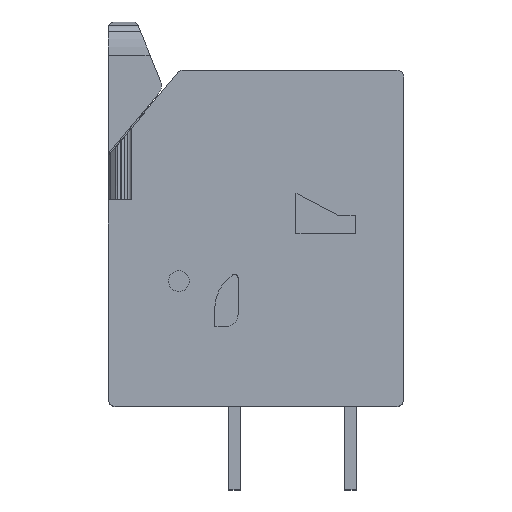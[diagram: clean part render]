
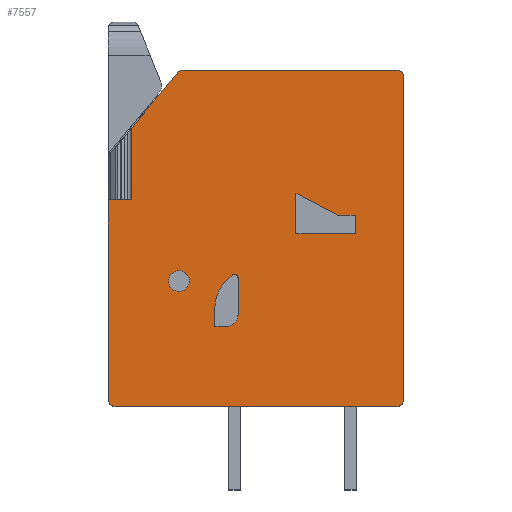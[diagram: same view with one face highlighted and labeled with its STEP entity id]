
A CAD part, top view. The second image highlights one B-rep face of the part: STEP entity #7557.
In plain terms, the highlighted planar face has unit normal (0, 0, 1).
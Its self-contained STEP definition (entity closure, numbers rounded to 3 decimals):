
#188=LINE('',#10050,#780);
#189=LINE('',#10053,#781);
#190=LINE('',#10055,#782);
#191=LINE('',#10057,#783);
#192=LINE('',#10059,#784);
#193=LINE('',#10061,#785);
#194=LINE('',#10063,#786);
#195=LINE('',#10067,#787);
#196=LINE('',#10071,#788);
#197=LINE('',#10075,#789);
#198=LINE('',#10079,#790);
#199=LINE('',#10080,#791);
#200=LINE('',#10083,#792);
#201=LINE('',#10085,#793);
#202=LINE('',#10087,#794);
#203=LINE('',#10089,#795);
#204=LINE('',#10090,#796);
#205=LINE('',#10095,#797);
#206=LINE('',#10099,#798);
#207=LINE('',#10103,#799);
#780=VECTOR('',#8398,1000.);
#781=VECTOR('',#8399,1000.);
#782=VECTOR('',#8400,1000.);
#783=VECTOR('',#8401,1000.);
#784=VECTOR('',#8402,1000.);
#785=VECTOR('',#8403,1000.);
#786=VECTOR('',#8404,1000.);
#787=VECTOR('',#8407,1000.);
#788=VECTOR('',#8410,1000.);
#789=VECTOR('',#8413,1000.);
#790=VECTOR('',#8416,1000.);
#791=VECTOR('',#8417,1000.);
#792=VECTOR('',#8418,1000.);
#793=VECTOR('',#8419,1000.);
#794=VECTOR('',#8420,1000.);
#795=VECTOR('',#8421,1000.);
#796=VECTOR('',#8422,1000.);
#797=VECTOR('',#8425,1000.);
#798=VECTOR('',#8428,1000.);
#799=VECTOR('',#8431,1000.);
#1372=ORIENTED_EDGE('',*,*,#3050,.F.);
#1373=ORIENTED_EDGE('',*,*,#3051,.F.);
#1374=ORIENTED_EDGE('',*,*,#3052,.T.);
#1375=ORIENTED_EDGE('',*,*,#3053,.T.);
#1376=ORIENTED_EDGE('',*,*,#3054,.T.);
#1377=ORIENTED_EDGE('',*,*,#3055,.F.);
#1378=ORIENTED_EDGE('',*,*,#3056,.T.);
#1379=ORIENTED_EDGE('',*,*,#3057,.T.);
#1380=ORIENTED_EDGE('',*,*,#3058,.T.);
#1381=ORIENTED_EDGE('',*,*,#3059,.T.);
#1382=ORIENTED_EDGE('',*,*,#3060,.T.);
#1383=ORIENTED_EDGE('',*,*,#3061,.T.);
#1384=ORIENTED_EDGE('',*,*,#3062,.T.);
#1385=ORIENTED_EDGE('',*,*,#3063,.T.);
#1386=ORIENTED_EDGE('',*,*,#3064,.T.);
#1387=ORIENTED_EDGE('',*,*,#3065,.T.);
#1388=ORIENTED_EDGE('',*,*,#3066,.F.);
#1389=ORIENTED_EDGE('',*,*,#3067,.F.);
#1390=ORIENTED_EDGE('',*,*,#3068,.F.);
#1391=ORIENTED_EDGE('',*,*,#3069,.F.);
#1392=ORIENTED_EDGE('',*,*,#3070,.F.);
#1393=ORIENTED_EDGE('',*,*,#3071,.F.);
#1394=ORIENTED_EDGE('',*,*,#3072,.F.);
#1395=ORIENTED_EDGE('',*,*,#3073,.F.);
#1396=ORIENTED_EDGE('',*,*,#3074,.F.);
#1397=ORIENTED_EDGE('',*,*,#3075,.F.);
#1398=ORIENTED_EDGE('',*,*,#3076,.F.);
#1399=ORIENTED_EDGE('',*,*,#3077,.F.);
#3050=EDGE_CURVE('',#3889,#3889,#4445,.T.);
#3051=EDGE_CURVE('',#3890,#3891,#188,.T.);
#3052=EDGE_CURVE('',#3890,#3892,#189,.T.);
#3053=EDGE_CURVE('',#3892,#3893,#190,.T.);
#3054=EDGE_CURVE('',#3893,#3894,#191,.T.);
#3055=EDGE_CURVE('',#3895,#3894,#192,.T.);
#3056=EDGE_CURVE('',#3895,#3896,#193,.T.);
#3057=EDGE_CURVE('',#3896,#3897,#194,.T.);
#3058=EDGE_CURVE('',#3897,#3898,#4446,.T.);
#3059=EDGE_CURVE('',#3898,#3899,#195,.T.);
#3060=EDGE_CURVE('',#3899,#3900,#4447,.T.);
#3061=EDGE_CURVE('',#3900,#3901,#196,.T.);
#3062=EDGE_CURVE('',#3901,#3902,#4448,.T.);
#3063=EDGE_CURVE('',#3902,#3903,#197,.T.);
#3064=EDGE_CURVE('',#3903,#3904,#4449,.T.);
#3065=EDGE_CURVE('',#3904,#3891,#198,.T.);
#3066=EDGE_CURVE('',#3905,#3906,#199,.T.);
#3067=EDGE_CURVE('',#3907,#3905,#200,.T.);
#3068=EDGE_CURVE('',#3908,#3907,#201,.T.);
#3069=EDGE_CURVE('',#3909,#3908,#202,.T.);
#3070=EDGE_CURVE('',#3906,#3909,#203,.T.);
#3071=EDGE_CURVE('',#3910,#3911,#204,.T.);
#3072=EDGE_CURVE('',#3912,#3910,#4450,.T.);
#3073=EDGE_CURVE('',#3913,#3912,#205,.T.);
#3074=EDGE_CURVE('',#3914,#3913,#4451,.T.);
#3075=EDGE_CURVE('',#3915,#3914,#206,.T.);
#3076=EDGE_CURVE('',#3916,#3915,#4452,.T.);
#3077=EDGE_CURVE('',#3911,#3916,#207,.T.);
#3889=VERTEX_POINT('',#10049);
#3890=VERTEX_POINT('',#10051);
#3891=VERTEX_POINT('',#10052);
#3892=VERTEX_POINT('',#10054);
#3893=VERTEX_POINT('',#10056);
#3894=VERTEX_POINT('',#10058);
#3895=VERTEX_POINT('',#10060);
#3896=VERTEX_POINT('',#10062);
#3897=VERTEX_POINT('',#10064);
#3898=VERTEX_POINT('',#10066);
#3899=VERTEX_POINT('',#10068);
#3900=VERTEX_POINT('',#10070);
#3901=VERTEX_POINT('',#10072);
#3902=VERTEX_POINT('',#10074);
#3903=VERTEX_POINT('',#10076);
#3904=VERTEX_POINT('',#10078);
#3905=VERTEX_POINT('',#10081);
#3906=VERTEX_POINT('',#10082);
#3907=VERTEX_POINT('',#10084);
#3908=VERTEX_POINT('',#10086);
#3909=VERTEX_POINT('',#10088);
#3910=VERTEX_POINT('',#10091);
#3911=VERTEX_POINT('',#10092);
#3912=VERTEX_POINT('',#10094);
#3913=VERTEX_POINT('',#10096);
#3914=VERTEX_POINT('',#10098);
#3915=VERTEX_POINT('',#10100);
#3916=VERTEX_POINT('',#10102);
#4445=CIRCLE('',#7863,0.45);
#4446=CIRCLE('',#7864,0.3);
#4447=CIRCLE('',#7865,0.3);
#4448=CIRCLE('',#7866,0.3);
#4449=CIRCLE('',#7867,0.3);
#4450=CIRCLE('',#7868,1.6);
#4451=CIRCLE('',#7869,0.15);
#4452=CIRCLE('',#7870,0.5);
#4643=EDGE_LOOP('',(#1372));
#4644=EDGE_LOOP('',(#1373,#1374,#1375,#1376,#1377,#1378,#1379,#1380,#1381,
#1382,#1383,#1384,#1385,#1386,#1387));
#4645=EDGE_LOOP('',(#1388,#1389,#1390,#1391,#1392));
#4646=EDGE_LOOP('',(#1393,#1394,#1395,#1396,#1397,#1398,#1399));
#4958=FACE_BOUND('',#4643,.T.);
#4959=FACE_BOUND('',#4644,.T.);
#4960=FACE_BOUND('',#4645,.T.);
#4961=FACE_BOUND('',#4646,.T.);
#5273=PLANE('',#7862);
#7557=ADVANCED_FACE('',(#4958,#4959,#4960,#4961),#5273,.T.);
#7862=AXIS2_PLACEMENT_3D('',#10047,#8394,#8395);
#7863=AXIS2_PLACEMENT_3D('',#10048,#8396,#8397);
#7864=AXIS2_PLACEMENT_3D('',#10065,#8405,#8406);
#7865=AXIS2_PLACEMENT_3D('',#10069,#8408,#8409);
#7866=AXIS2_PLACEMENT_3D('',#10073,#8411,#8412);
#7867=AXIS2_PLACEMENT_3D('',#10077,#8414,#8415);
#7868=AXIS2_PLACEMENT_3D('',#10093,#8423,#8424);
#7869=AXIS2_PLACEMENT_3D('',#10097,#8426,#8427);
#7870=AXIS2_PLACEMENT_3D('',#10101,#8429,#8430);
#8394=DIRECTION('',(0.,0.,1.));
#8395=DIRECTION('',(1.,0.,0.));
#8396=DIRECTION('',(0.,0.,1.));
#8397=DIRECTION('',(1.,0.,0.));
#8398=DIRECTION('',(0.,1.,0.));
#8399=DIRECTION('',(-1.,0.,0.));
#8400=DIRECTION('',(0.,1.,0.));
#8401=DIRECTION('',(-0.643,-0.766,0.));
#8402=DIRECTION('',(0.,1.,0.));
#8403=DIRECTION('',(-1.,0.,0.));
#8404=DIRECTION('',(0.,-1.,0.));
#8405=DIRECTION('',(0.,0.,1.));
#8406=DIRECTION('',(1.,0.,0.));
#8407=DIRECTION('',(1.,0.,0.));
#8408=DIRECTION('',(0.,0.,1.));
#8409=DIRECTION('',(1.,0.,0.));
#8410=DIRECTION('',(0.,1.,0.));
#8411=DIRECTION('',(0.,0.,1.));
#8412=DIRECTION('',(1.,0.,0.));
#8413=DIRECTION('',(-1.,0.,0.));
#8414=DIRECTION('',(0.,0.,1.));
#8415=DIRECTION('',(1.,0.,0.));
#8416=DIRECTION('',(-0.643,-0.766,0.));
#8417=DIRECTION('',(0.,-1.,0.));
#8418=DIRECTION('',(-0.888,0.461,0.));
#8419=DIRECTION('',(-1.,0.,0.));
#8420=DIRECTION('',(0.,1.,0.));
#8421=DIRECTION('',(1.,0.,0.));
#8422=DIRECTION('',(0.,-1.,0.));
#8423=DIRECTION('',(0.,0.,1.));
#8424=DIRECTION('',(1.,0.,0.));
#8425=DIRECTION('',(-0.707,-0.707,0.));
#8426=DIRECTION('',(0.,0.,1.));
#8427=DIRECTION('',(1.,0.,0.));
#8428=DIRECTION('',(0.,1.,0.));
#8429=DIRECTION('',(0.,0.,1.));
#8430=DIRECTION('',(1.,0.,0.));
#8431=DIRECTION('',(1.,0.,0.));
#10047=CARTESIAN_POINT('',(-10.15,0.3,7.));
#10048=CARTESIAN_POINT('',(-7.4,5.4,7.));
#10049=CARTESIAN_POINT('',(-6.95,5.4,7.));
#10050=CARTESIAN_POINT('',(-9.45,0.3,7.));
#10051=CARTESIAN_POINT('',(-9.45,8.9,7.));
#10052=CARTESIAN_POINT('',(-9.45,11.997,7.));
#10053=CARTESIAN_POINT('',(-10.15,8.9,7.));
#10054=CARTESIAN_POINT('',(-10.043,8.9,7.));
#10055=CARTESIAN_POINT('',(-10.043,8.9,7.));
#10056=CARTESIAN_POINT('',(-10.043,11.291,7.));
#10057=CARTESIAN_POINT('',(-7.44,14.393,7.));
#10058=CARTESIAN_POINT('',(-10.046,11.287,7.));
#10059=CARTESIAN_POINT('',(-10.046,8.9,7.));
#10060=CARTESIAN_POINT('',(-10.046,8.9,7.));
#10061=CARTESIAN_POINT('',(-10.15,8.9,7.));
#10062=CARTESIAN_POINT('',(-10.45,8.9,7.));
#10063=CARTESIAN_POINT('',(-10.45,10.806,7.));
#10064=CARTESIAN_POINT('',(-10.45,0.3,7.));
#10065=CARTESIAN_POINT('',(-10.15,0.3,7.));
#10066=CARTESIAN_POINT('',(-10.15,0.,7.));
#10067=CARTESIAN_POINT('',(-10.15,0.,7.));
#10068=CARTESIAN_POINT('',(2.,0.,7.));
#10069=CARTESIAN_POINT('',(2.,0.3,7.));
#10070=CARTESIAN_POINT('',(2.3,0.3,7.));
#10071=CARTESIAN_POINT('',(2.3,0.3,7.));
#10072=CARTESIAN_POINT('',(2.3,14.2,7.));
#10073=CARTESIAN_POINT('',(2.,14.2,7.));
#10074=CARTESIAN_POINT('',(2.,14.5,7.));
#10075=CARTESIAN_POINT('',(2.,14.5,7.));
#10076=CARTESIAN_POINT('',(-7.21,14.5,7.));
#10077=CARTESIAN_POINT('',(-7.21,14.2,7.));
#10078=CARTESIAN_POINT('',(-7.44,14.393,7.));
#10079=CARTESIAN_POINT('',(-7.44,14.393,7.));
#10080=CARTESIAN_POINT('',(-2.35,9.184,7.));
#10081=CARTESIAN_POINT('',(-2.35,9.184,7.));
#10082=CARTESIAN_POINT('',(-2.35,7.45,7.));
#10083=CARTESIAN_POINT('',(-0.55,8.25,7.));
#10084=CARTESIAN_POINT('',(-0.55,8.25,7.));
#10085=CARTESIAN_POINT('',(0.2,8.25,7.));
#10086=CARTESIAN_POINT('',(0.2,8.25,7.));
#10087=CARTESIAN_POINT('',(0.2,7.45,7.));
#10088=CARTESIAN_POINT('',(0.2,7.45,7.));
#10089=CARTESIAN_POINT('',(-2.35,7.45,7.));
#10090=CARTESIAN_POINT('',(-5.85,4.249,7.));
#10091=CARTESIAN_POINT('',(-5.85,4.249,7.));
#10092=CARTESIAN_POINT('',(-5.85,3.45,7.));
#10093=CARTESIAN_POINT('',(-4.25,4.249,7.));
#10094=CARTESIAN_POINT('',(-5.381,5.381,7.));
#10095=CARTESIAN_POINT('',(-5.106,5.656,7.));
#10096=CARTESIAN_POINT('',(-5.106,5.656,7.));
#10097=CARTESIAN_POINT('',(-5.,5.55,7.));
#10098=CARTESIAN_POINT('',(-4.85,5.55,7.));
#10099=CARTESIAN_POINT('',(-4.85,3.95,7.));
#10100=CARTESIAN_POINT('',(-4.85,3.95,7.));
#10101=CARTESIAN_POINT('',(-5.35,3.95,7.));
#10102=CARTESIAN_POINT('',(-5.35,3.45,7.));
#10103=CARTESIAN_POINT('',(-5.85,3.45,7.));
